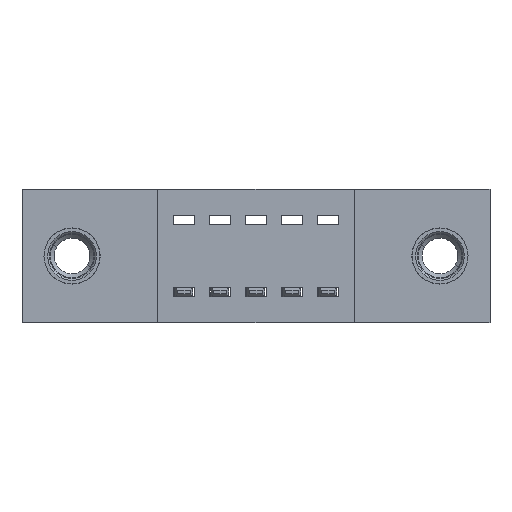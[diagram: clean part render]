
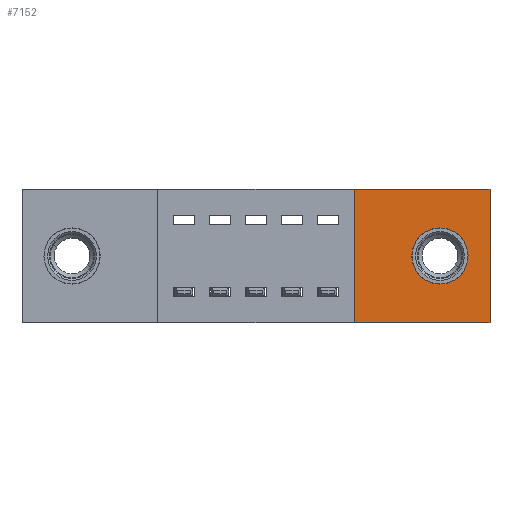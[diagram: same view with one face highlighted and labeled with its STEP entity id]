
A CAD part, front view. The second image highlights one B-rep face of the part: STEP entity #7152.
In plain terms, the highlighted planar face has unit normal (0, -1, 0).
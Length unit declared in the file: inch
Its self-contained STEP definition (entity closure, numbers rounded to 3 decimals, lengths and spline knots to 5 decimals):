
#5 = DIRECTION ( 'NONE',  ( 0., 1., 0. ) ) ;
#29 = DIRECTION ( 'NONE',  ( 1., 0., 0. ) ) ;
#243 = EDGE_LOOP ( 'NONE', ( #4701, #7961 ) ) ;
#490 = CIRCLE ( 'NONE', #2160, 0.078 ) ;
#598 = AXIS2_PLACEMENT_3D ( 'NONE', #1089, #3788, #8564 ) ;
#857 = FACE_OUTER_BOUND ( 'NONE', #3481, .T. ) ;
#972 = VERTEX_POINT ( 'NONE', #5100 ) ;
#1089 = CARTESIAN_POINT ( 'NONE',  ( 0., 0., -0.37 ) ) ;
#1105 = DIRECTION ( 'NONE',  ( 0., 0., -1. ) ) ;
#1129 = LINE ( 'NONE', #5346, #4504 ) ;
#1424 = LINE ( 'NONE', #8576, #8437 ) ;
#1622 = CARTESIAN_POINT ( 'NONE',  ( 1.161, 0., -0.107 ) ) ;
#1866 = EDGE_CURVE ( 'NONE', #3111, #5044, #8421, .T. ) ;
#2160 = AXIS2_PLACEMENT_3D ( 'NONE', #3133, #7911, #3822 ) ;
#2264 = CARTESIAN_POINT ( 'NONE',  ( 1.3, 0., -0.37 ) ) ;
#2844 = CIRCLE ( 'NONE', #7087, 0.078 ) ;
#2890 = CARTESIAN_POINT ( 'NONE',  ( 0.923, 0., -0.37 ) ) ;
#2936 = VERTEX_POINT ( 'NONE', #3990 ) ;
#2960 = VECTOR ( 'NONE', #3919, 39.37008 ) ;
#3111 = VERTEX_POINT ( 'NONE', #2264 ) ;
#3133 = CARTESIAN_POINT ( 'NONE',  ( 1.161, 0., -0.185 ) ) ;
#3264 = EDGE_CURVE ( 'NONE', #2936, #3632, #2844, .T. ) ;
#3285 = DIRECTION ( 'NONE',  ( 0., 0., -1. ) ) ;
#3481 = EDGE_LOOP ( 'NONE', ( #7906, #4069, #8108, #3969 ) ) ;
#3531 = EDGE_CURVE ( 'NONE', #5044, #972, #1424, .T. ) ;
#3562 = VERTEX_POINT ( 'NONE', #4890 ) ;
#3632 = VERTEX_POINT ( 'NONE', #1622 ) ;
#3788 = DIRECTION ( 'NONE',  ( 0., -1., 0. ) ) ;
#3822 = DIRECTION ( 'NONE',  ( 0., 0., -1. ) ) ;
#3919 = DIRECTION ( 'NONE',  ( -1., 0., 0. ) ) ;
#3969 = ORIENTED_EDGE ( 'NONE', *, *, #8709, .F. ) ;
#3990 = CARTESIAN_POINT ( 'NONE',  ( 1.161, 0., -0.263 ) ) ;
#4069 = ORIENTED_EDGE ( 'NONE', *, *, #1866, .F. ) ;
#4263 = CARTESIAN_POINT ( 'NONE',  ( 1.161, 0., -0.185 ) ) ;
#4504 = VECTOR ( 'NONE', #29, 39.37008 ) ;
#4701 = ORIENTED_EDGE ( 'NONE', *, *, #5249, .T. ) ;
#4890 = CARTESIAN_POINT ( 'NONE',  ( 1.3, 0., 0. ) ) ;
#5044 = VERTEX_POINT ( 'NONE', #2890 ) ;
#5045 = CARTESIAN_POINT ( 'NONE',  ( 0., 0., -0.37 ) ) ;
#5100 = CARTESIAN_POINT ( 'NONE',  ( 0.923, 0., 0. ) ) ;
#5249 = EDGE_CURVE ( 'NONE', #3632, #2936, #490, .T. ) ;
#5346 = CARTESIAN_POINT ( 'NONE',  ( 0., 0., 0. ) ) ;
#5836 = CARTESIAN_POINT ( 'NONE',  ( 1.3, 0., 0. ) ) ;
#6201 = LINE ( 'NONE', #5836, #7818 ) ;
#6230 = FACE_BOUND ( 'NONE', #243, .T. ) ;
#7087 = AXIS2_PLACEMENT_3D ( 'NONE', #4263, #5, #3285 ) ;
#7152 = ADVANCED_FACE ( 'NONE', ( #6230, #857 ), #7872, .T. ) ;
#7298 = DIRECTION ( 'NONE',  ( 0., 0., 1. ) ) ;
#7818 = VECTOR ( 'NONE', #1105, 39.37008 ) ;
#7872 = PLANE ( 'NONE',  #598 ) ;
#7906 = ORIENTED_EDGE ( 'NONE', *, *, #3531, .F. ) ;
#7911 = DIRECTION ( 'NONE',  ( 0., 1., 0. ) ) ;
#7961 = ORIENTED_EDGE ( 'NONE', *, *, #3264, .T. ) ;
#8108 = ORIENTED_EDGE ( 'NONE', *, *, #8525, .F. ) ;
#8421 = LINE ( 'NONE', #5045, #2960 ) ;
#8437 = VECTOR ( 'NONE', #7298, 39.37008 ) ;
#8525 = EDGE_CURVE ( 'NONE', #3562, #3111, #6201, .T. ) ;
#8564 = DIRECTION ( 'NONE',  ( 0., 0., -1. ) ) ;
#8576 = CARTESIAN_POINT ( 'NONE',  ( 0.923, 0., -0.37 ) ) ;
#8709 = EDGE_CURVE ( 'NONE', #972, #3562, #1129, .T. ) ;
